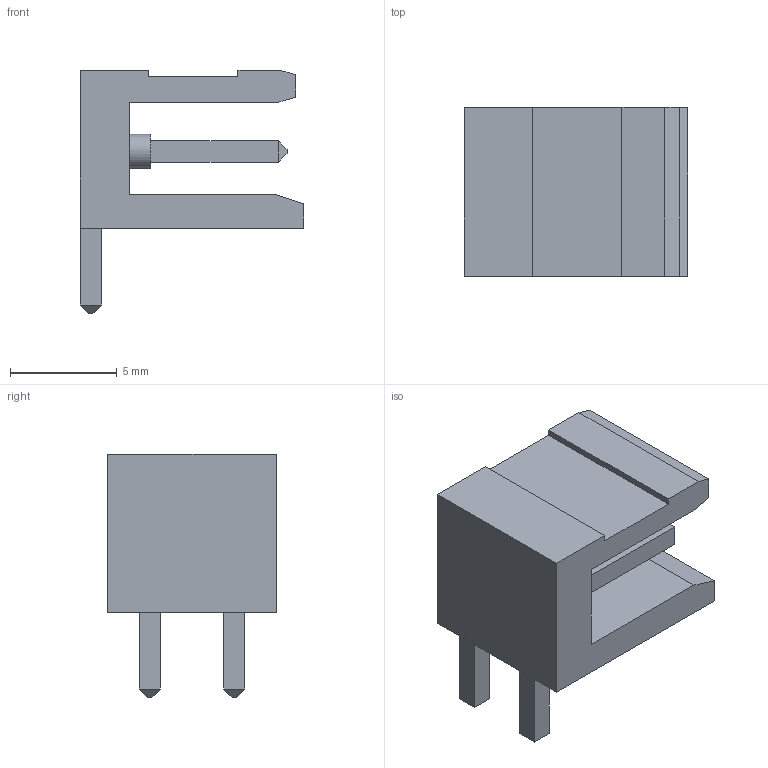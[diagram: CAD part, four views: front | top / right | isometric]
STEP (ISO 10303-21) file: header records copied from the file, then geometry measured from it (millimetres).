
FILE_DESCRIPTION (( 'STEP AP214' ), '1' );
FILE_NAME ('HT396 3.96 Connector Green_2_pin.STEP', '2024-06-27T05:41:58', ( '' ), ( '' ), 'SwSTEP 2.0', 'SolidWorks 2022', '' );
FILE_SCHEMA (( 'AUTOMOTIVE_DESIGN' ));
Length unit declared in the file: millimetre
Products named in the file (1): HT396 3.96 Connector Green_2_pin
Bounding box: 10.49 x 7.92 x 11.4 mm (x, y, z)
Volume: 341.3 mm3; surface area: 582.2 mm2
Topology: 5 solids, 5 shells, 63 faces, 137 edges, 86 vertices
Faces by surface type: plane 59, cylinder 4
Entity records: 1741 total; most frequent: CARTESIAN_POINT 287, ORIENTED_EDGE 274, DIRECTION 273, EDGE_CURVE 137, VECTOR 129, LINE 129, VERTEX_POINT 86, AXIS2_PLACEMENT_3D 72
